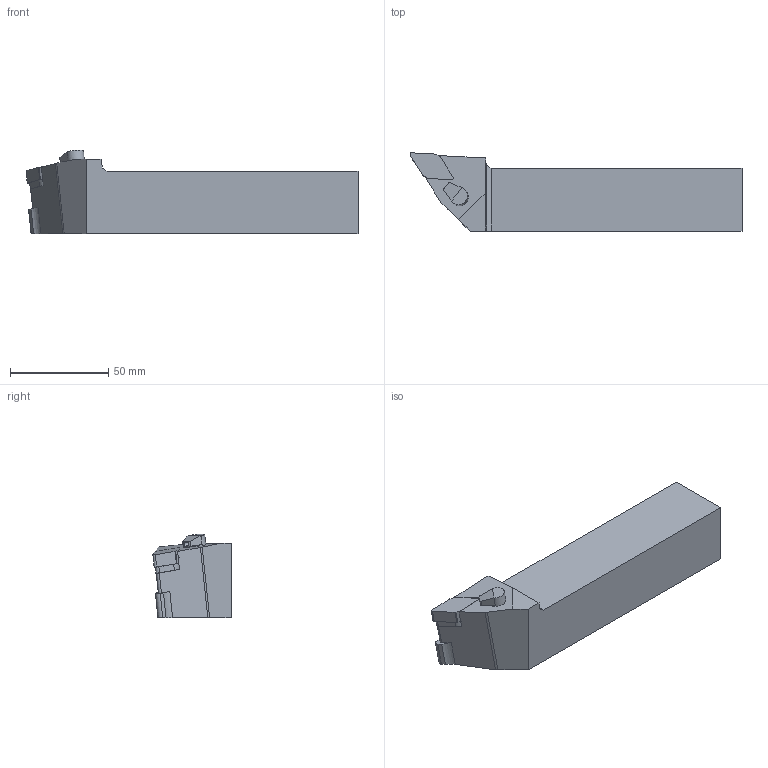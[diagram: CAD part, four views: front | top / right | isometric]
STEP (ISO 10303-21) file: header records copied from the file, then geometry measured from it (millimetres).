
FILE_DESCRIPTION(/* description */ (''),/* implementation_level */ '2;1');
FILE_NAME(/* name */ 'PDJNL-3232-P15-H.stp',/* time_stamp */ '2023-10-03T15:36:05+03:00',/* author */ (''),/* organization */ (''),/* preprocessor_version */ 'ST-DEVELOPER v19.4',/* originating_system */ 'SIEMENS PLM Software NX2306.3001',/* authorisation */ '');
FILE_SCHEMA (('AUTOMOTIVE_DESIGN { 1 0 10303 214 3 1 1 1 }'));
Length unit declared in the file: millimetre
Products named in the file (1): PDJNR-3232-P15-H
Bounding box: 169.32 x 39.92 x 42.73 mm (x, y, z)
Volume: 165870.6 mm3; surface area: 24141.6 mm2
Topology: 2 solids, 2 shells, 73 faces, 192 edges, 125 vertices
Faces by surface type: plane 48, cylinder 22, cone 3
Full cylindrical faces by diameter (mm): 3.8 x1
Entity records: 2403 total; most frequent: CARTESIAN_POINT 450, DIRECTION 385, ORIENTED_EDGE 374, EDGE_CURVE 187, LINE 133, VECTOR 133, AXIS2_PLACEMENT_3D 126, VERTEX_POINT 123
